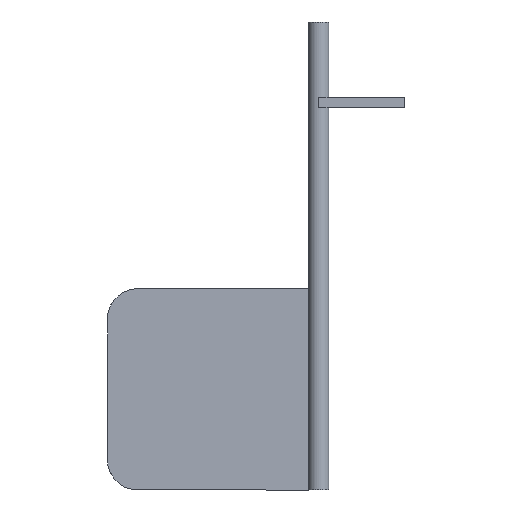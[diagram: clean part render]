
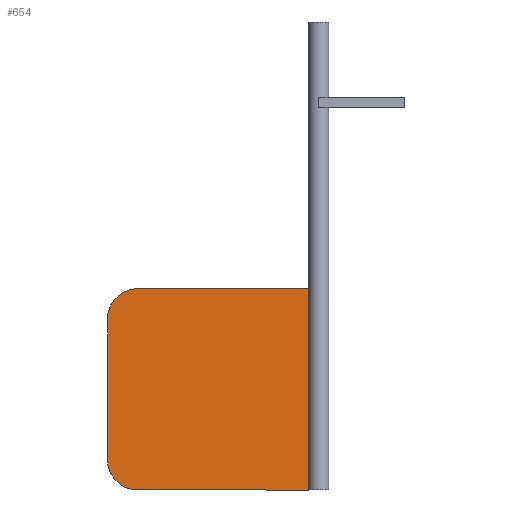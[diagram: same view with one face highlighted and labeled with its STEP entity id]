
A CAD part, front view. The second image highlights one B-rep face of the part: STEP entity #654.
In plain terms, the highlighted face is planar.
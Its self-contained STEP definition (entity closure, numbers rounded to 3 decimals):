
#17 = VECTOR ( 'NONE', #559, 1000. ) ;
#18 = VECTOR ( 'NONE', #490, 1000. ) ;
#19 = LINE ( 'NONE', #589, #18 ) ;
#28 = EDGE_LOOP ( 'NONE', ( #70, #60, #30, #65, #81, #135 ) ) ;
#30 = ORIENTED_EDGE ( 'NONE', *, *, #231, .T. ) ;
#60 = ORIENTED_EDGE ( 'NONE', *, *, #235, .T. ) ;
#65 = ORIENTED_EDGE ( 'NONE', *, *, #226, .T. ) ;
#70 = ORIENTED_EDGE ( 'NONE', *, *, #236, .T. ) ;
#81 = ORIENTED_EDGE ( 'NONE', *, *, #189, .T. ) ;
#135 = ORIENTED_EDGE ( 'NONE', *, *, #268, .T. ) ;
#152 = LINE ( 'NONE', #528, #161 ) ;
#160 = CIRCLE ( 'NONE', #632, 30. ) ;
#161 = VECTOR ( 'NONE', #312, 1000. ) ;
#170 = CIRCLE ( 'NONE', #634, 30. ) ;
#173 = LINE ( 'NONE', #421, #17 ) ;
#189 = EDGE_CURVE ( 'NONE', #556, #303, #160, .T. ) ;
#226 = EDGE_CURVE ( 'NONE', #449, #556, #152, .T. ) ;
#231 = EDGE_CURVE ( 'NONE', #398, #449, #170, .T. ) ;
#235 = EDGE_CURVE ( 'NONE', #372, #398, #173, .T. ) ;
#236 = EDGE_CURVE ( 'NONE', #289, #372, #19, .T. ) ;
#268 = EDGE_CURVE ( 'NONE', #303, #289, #781, .T. ) ;
#273 = DIRECTION ( 'NONE',  ( 1., 0., 0. ) ) ;
#278 = CARTESIAN_POINT ( 'NONE',  ( 30., 200., 3. ) ) ;
#286 = CARTESIAN_POINT ( 'NONE',  ( 30., 0., 3. ) ) ;
#289 = VERTEX_POINT ( 'NONE', #400 ) ;
#303 = VERTEX_POINT ( 'NONE', #328 ) ;
#312 = DIRECTION ( 'NONE',  ( 0., -1., 0. ) ) ;
#328 = CARTESIAN_POINT ( 'NONE',  ( 30., 0., 3. ) ) ;
#330 = CARTESIAN_POINT ( 'NONE',  ( 200., 200., 3. ) ) ;
#364 = CARTESIAN_POINT ( 'NONE',  ( 0., 30., 3. ) ) ;
#372 = VERTEX_POINT ( 'NONE', #330 ) ;
#374 = CARTESIAN_POINT ( 'NONE',  ( 30., 170., 3. ) ) ;
#394 = CARTESIAN_POINT ( 'NONE',  ( 30., 30., 3. ) ) ;
#398 = VERTEX_POINT ( 'NONE', #278 ) ;
#400 = CARTESIAN_POINT ( 'NONE',  ( 200., 0., 3. ) ) ;
#421 = CARTESIAN_POINT ( 'NONE',  ( 30., 200., 3. ) ) ;
#423 = DIRECTION ( 'NONE',  ( -1., 0., 0. ) ) ;
#437 = CARTESIAN_POINT ( 'NONE',  ( 30., 170., 3. ) ) ;
#449 = VERTEX_POINT ( 'NONE', #597 ) ;
#450 = PLANE ( 'NONE',  #653 ) ;
#453 = DIRECTION ( 'NONE',  ( -1., 0., 0. ) ) ;
#466 = DIRECTION ( 'NONE',  ( 0., 0., 1. ) ) ;
#490 = DIRECTION ( 'NONE',  ( 0., 1., 0. ) ) ;
#511 = DIRECTION ( 'NONE',  ( -1., 0., 0. ) ) ;
#528 = CARTESIAN_POINT ( 'NONE',  ( 0., 30., 3. ) ) ;
#541 = DIRECTION ( 'NONE',  ( 0., 0., 1. ) ) ;
#556 = VERTEX_POINT ( 'NONE', #364 ) ;
#559 = DIRECTION ( 'NONE',  ( -1., 0., 0. ) ) ;
#568 = DIRECTION ( 'NONE',  ( 0., 0., -1. ) ) ;
#589 = CARTESIAN_POINT ( 'NONE',  ( 200., 0., 3. ) ) ;
#597 = CARTESIAN_POINT ( 'NONE',  ( 0., 170., 3. ) ) ;
#632 = AXIS2_PLACEMENT_3D ( 'NONE', #394, #466, #453 ) ;
#634 = AXIS2_PLACEMENT_3D ( 'NONE', #437, #541, #511 ) ;
#653 = AXIS2_PLACEMENT_3D ( 'NONE', #374, #568, #423 ) ;
#654 = ADVANCED_FACE ( 'NONE', ( #759 ), #450, .F. ) ;
#759 = FACE_OUTER_BOUND ( 'NONE', #28, .T. ) ;
#780 = VECTOR ( 'NONE', #273, 1000. ) ;
#781 = LINE ( 'NONE', #286, #780 ) ;
